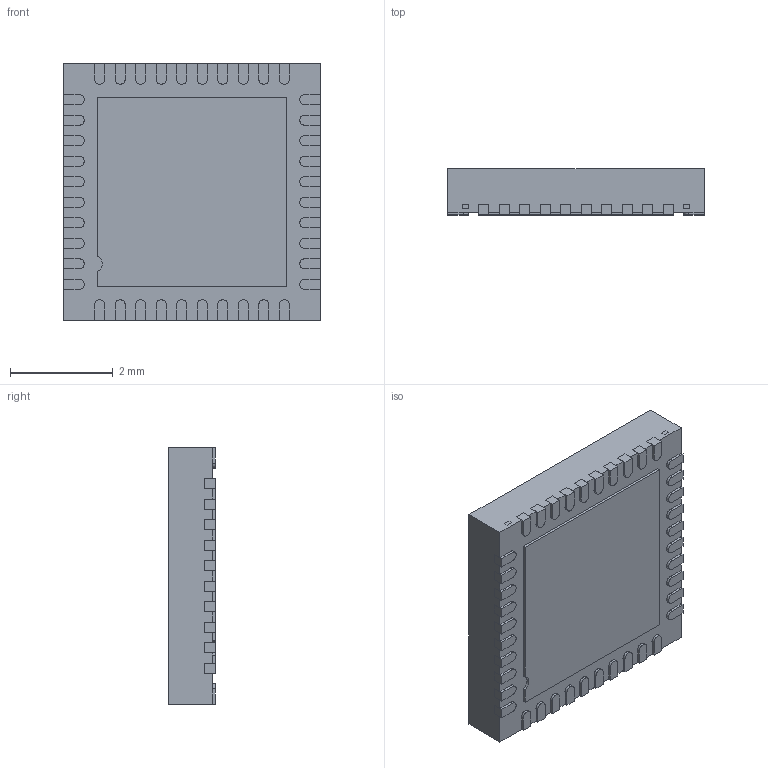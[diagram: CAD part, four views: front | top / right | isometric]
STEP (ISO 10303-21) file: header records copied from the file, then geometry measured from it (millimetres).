
FILE_DESCRIPTION (( 'STEP AP214' ), '1' );
FILE_NAME ('RTL8211F-CG.STEP', '2022-12-06T07:40:46', ( '' ), ( '' ), 'SwSTEP 2.0', 'SolidWorks 2021', '' );
FILE_SCHEMA (( 'AUTOMOTIVE_DESIGN' ));
Length unit declared in the file: millimetre
Products named in the file (1): RTL8211F-CG
Bounding box: 5 x 0.9 x 5 mm (x, y, z)
Volume: 22.1 mm3; surface area: 119.7 mm2
Topology: 47 solids, 47 shells, 470 faces, 1110 edges, 740 vertices
Faces by surface type: plane 386, cylinder 84
Full cylindrical faces by diameter (mm): 0.4 x2
Entity records: 13820 total; most frequent: CARTESIAN_POINT 2319, DIRECTION 2218, ORIENTED_EDGE 2216, EDGE_CURVE 1108, LINE 940, VECTOR 940, VERTEX_POINT 740, AXIS2_PLACEMENT_3D 639
